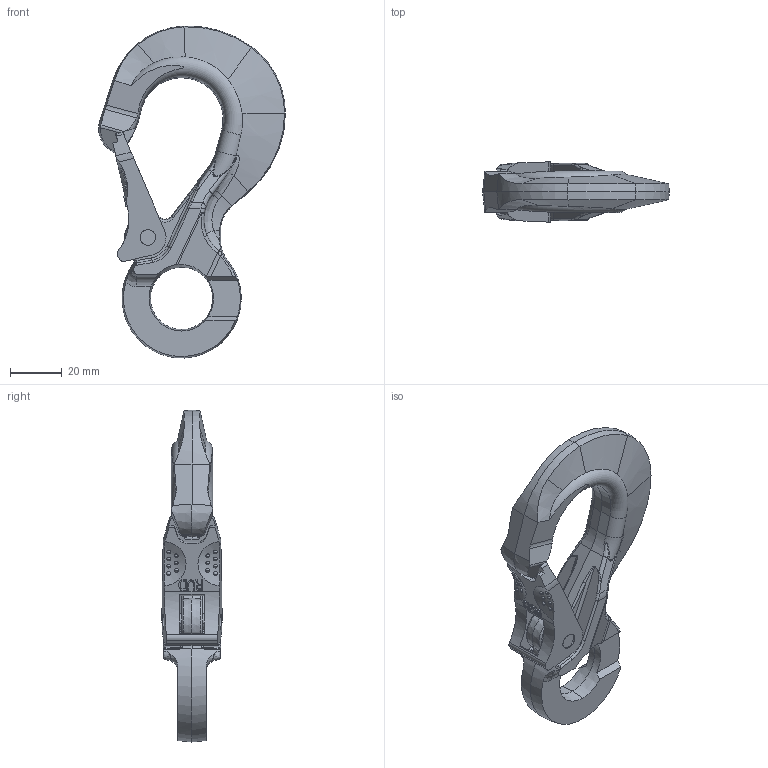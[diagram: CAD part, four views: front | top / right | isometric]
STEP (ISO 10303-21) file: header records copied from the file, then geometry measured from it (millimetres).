
FILE_DESCRIPTION((''),'2;1');
FILE_NAME('001-M31538-002_ASM','2005-01-19T',('jakubetz'),(''),'PRO/ENGINEER BY PARAMETRIC TECHNOLOGY CORPORATION, 2001400','PRO/ENGINEER BY PARAMETRIC TECHNOLOGY CORPORATION, 2001400','');
FILE_SCHEMA(('CONFIG_CONTROL_DESIGN'));
Length unit declared in the file: millimetre
Products named in the file (3): 001-M31538-001; 001-M31245-001; 001-M31538-002_ASM
Assembly tree (2 placements, depth 2):
  001-M31538-002_ASM
    001-M31538-001
    001-M31245-001
Bounding box: 72 x 23.22 x 127.95 mm (x, y, z)
Volume: 52785.1 mm3; surface area: 18270.1 mm2
Topology: 2 solids, 2 shells, 390 faces, 1041 edges, 645 vertices
Faces by surface type: plane 170, cylinder 70, bspline 56, cone 44, sphere 32, torus 18
Entity records: 15534 total; most frequent: CARTESIAN_POINT 6450, ORIENTED_EDGE 2026, DIRECTION 1660, EDGE_CURVE 1013, VERTEX_POINT 645, AXIS2_PLACEMENT_3D 574, VECTOR 512, LINE 512
